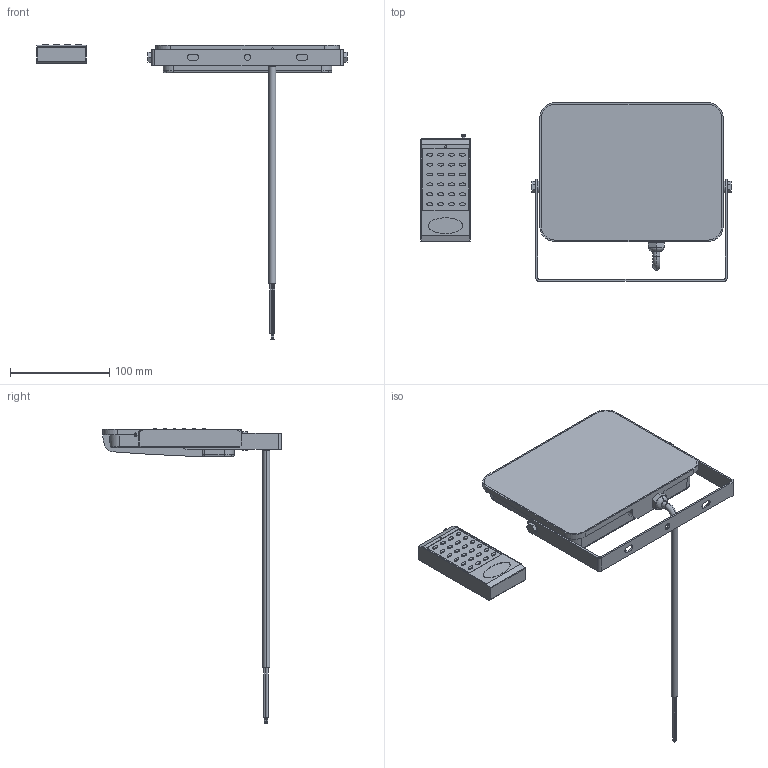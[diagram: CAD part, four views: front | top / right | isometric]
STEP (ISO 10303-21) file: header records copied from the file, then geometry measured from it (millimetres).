
FILE_DESCRIPTION (( 'STEP AP214' ), '1' );
FILE_NAME ('LPDO7RGB-01-30-K03 Ïðîæåêòîð LED ÑÄÎ 07-30RGB multicolor IP65 ñåðûé IEK.STEP', '2019-03-28T05:23:12', ( '' ), ( '' ), 'SwSTEP 2.0', 'SolidWorks 2017', '' );
FILE_SCHEMA (( 'AUTOMOTIVE_DESIGN' ));
Length unit declared in the file: millimetre
Products named in the file (1): LPDO7RGB-01-30-K03 Ïðîæåêòîð LED ÑÄÎ 07-30RGB multicolor IP65 ñåðûé IEK
Bounding box: 313 x 180 x 297.5 mm (x, y, z)
Volume: 622239 mm3; surface area: 122157.4 mm2
Topology: 2 solids, 2 shells, 521 faces, 1299 edges, 824 vertices
Faces by surface type: plane 235, cylinder 179, bspline 69, sphere 14, cone 13, torus 11
Entity records: 16186 total; most frequent: CARTESIAN_POINT 4163, ORIENTED_EDGE 2578, DIRECTION 2435, EDGE_CURVE 1289, AXIS2_PLACEMENT_3D 871, VERTEX_POINT 824, VECTOR 693, LINE 693
